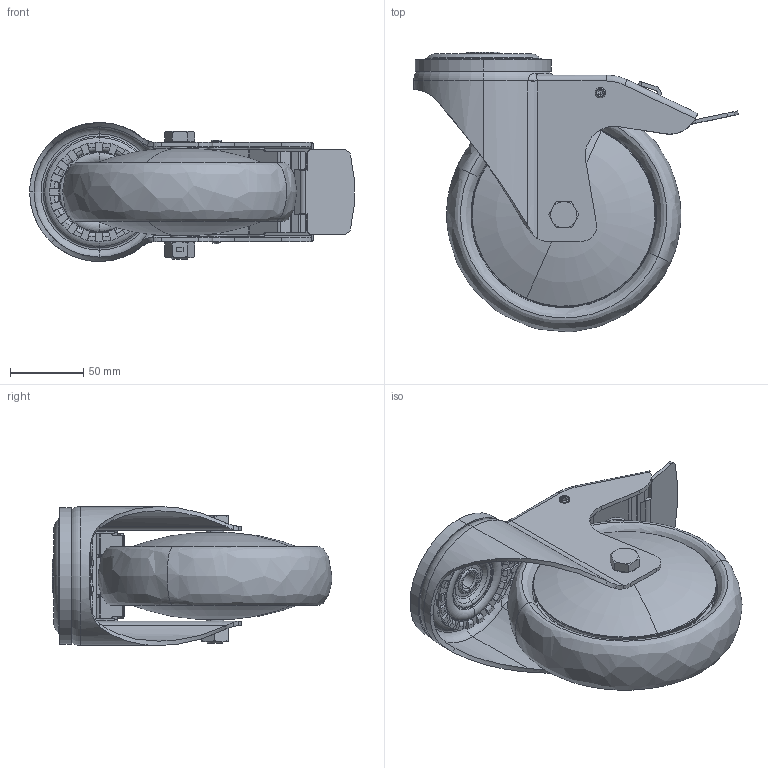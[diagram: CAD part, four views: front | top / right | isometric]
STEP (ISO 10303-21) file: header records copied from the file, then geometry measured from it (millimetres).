
FILE_DESCRIPTION (( 'STEP AP214' ), '1' );
FILE_NAME ('0055776.step', '2023-11-06T11:10:29', ( '' ), ( '' ), 'SwSTEP 2.0', 'SolidWorks 2020', '' );
FILE_SCHEMA (( 'AUTOMOTIVE_DESIGN' ));
Length unit declared in the file: millimetre
Products named in the file (1): 0055776
Bounding box: 221.77 x 190.8 x 95 mm (x, y, z)
Surface area: 247666.6 mm2 (no closed solid volume)
Topology: 0 solids, 18 shells, 722 faces, 1975 edges, 1273 vertices
Faces by surface type: plane 228, cylinder 186, torus 163, cone 89, bspline 42, sphere 14
Entity records: 35537 total; most frequent: CARTESIAN_POINT 9319, DIRECTION 4075, ORIENTED_EDGE 3471, EDGE_CURVE 1975, AXIS2_PLACEMENT_3D 1680, VERTEX_POINT 1273, CIRCLE 999, EDGE_LOOP 776
